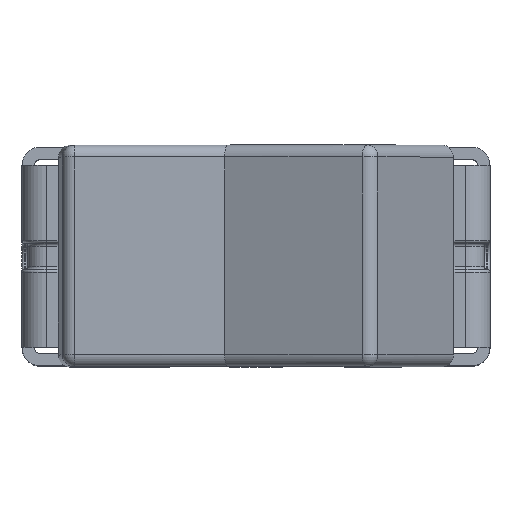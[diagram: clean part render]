
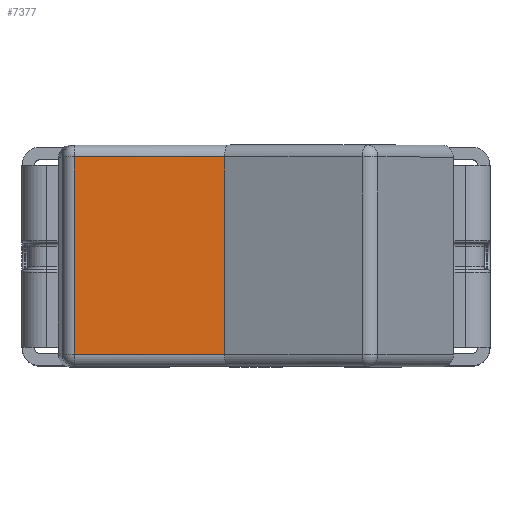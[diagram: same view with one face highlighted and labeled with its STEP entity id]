
A CAD part, top view. The second image highlights one B-rep face of the part: STEP entity #7377.
In plain terms, the highlighted planar face has unit normal (0, 0, 1).
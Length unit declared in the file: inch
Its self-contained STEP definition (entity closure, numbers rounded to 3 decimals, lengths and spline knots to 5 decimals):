
#241=PLANE('',#7975);
#571=FACE_OUTER_BOUND('',#1031,.T.);
#1031=EDGE_LOOP('',(#5686,#5687,#5688,#5689));
#1612=LINE('',#11653,#2382);
#1617=LINE('',#11672,#2387);
#1619=LINE('',#11676,#2389);
#1620=LINE('',#11677,#2390);
#2382=VECTOR('',#9318,0.3937);
#2387=VECTOR('',#9343,0.3937);
#2389=VECTOR('',#9347,0.3937);
#2390=VECTOR('',#9348,0.3937);
#3392=VERTEX_POINT('',#11647);
#3393=VERTEX_POINT('',#11651);
#3397=VERTEX_POINT('',#11671);
#3398=VERTEX_POINT('',#11675);
#4208=EDGE_CURVE('',#3393,#3392,#1612,.T.);
#4217=EDGE_CURVE('',#3392,#3397,#1617,.T.);
#4219=EDGE_CURVE('',#3393,#3398,#1619,.T.);
#4220=EDGE_CURVE('',#3397,#3398,#1620,.T.);
#5686=ORIENTED_EDGE('',*,*,#4208,.F.);
#5687=ORIENTED_EDGE('',*,*,#4219,.T.);
#5688=ORIENTED_EDGE('',*,*,#4220,.F.);
#5689=ORIENTED_EDGE('',*,*,#4217,.F.);
#7377=ADVANCED_FACE('',(#571),#241,.T.);
#7975=AXIS2_PLACEMENT_3D('',#11674,#9345,#9346);
#9318=DIRECTION('',(1.,0.,0.));
#9343=DIRECTION('',(0.,-1.,0.));
#9345=DIRECTION('center_axis',(0.,0.,
1.));
#9346=DIRECTION('ref_axis',(0.,-1.,0.));
#9347=DIRECTION('',(0.,-1.,0.));
#9348=DIRECTION('',(-1.,0.,0.));
#11647=CARTESIAN_POINT('',(-0.05141,0.1628,0.77259));
#11651=CARTESIAN_POINT('',(-0.29912,0.1628,0.77259));
#11653=CARTESIAN_POINT('',(-0.16174,0.1628,0.77259));
#11671=CARTESIAN_POINT('',(-0.05141,-0.1628,0.77259));
#11672=CARTESIAN_POINT('',(-0.05141,0.18248,0.77259));
#11674=CARTESIAN_POINT('Origin',(-0.29912,0.18248,0.77259));
#11675=CARTESIAN_POINT('',(-0.29912,-0.1628,0.77259));
#11676=CARTESIAN_POINT('',(-0.29912,0.18248,0.77259));
#11677=CARTESIAN_POINT('',(-0.16174,-0.1628,0.77259));
